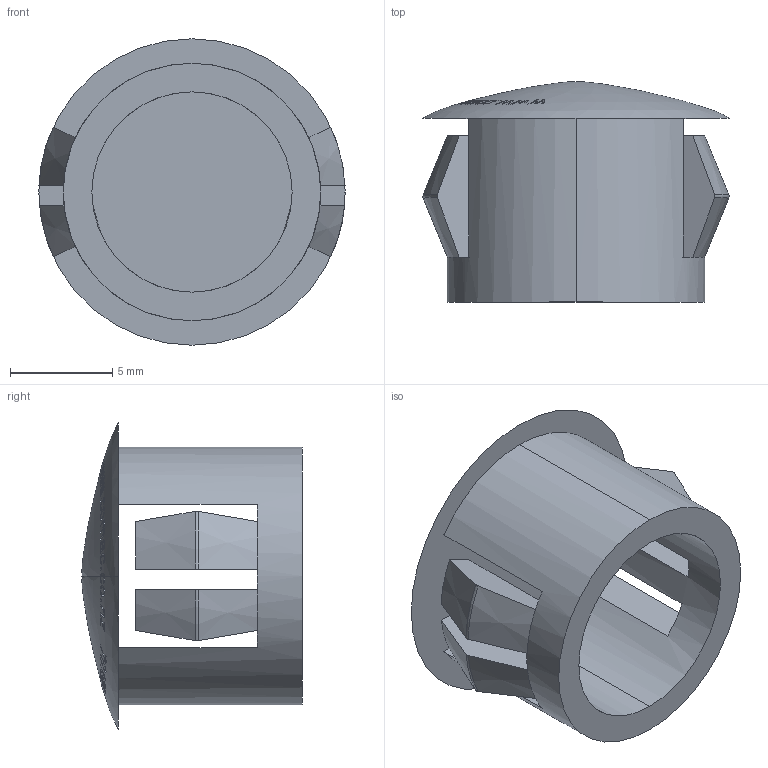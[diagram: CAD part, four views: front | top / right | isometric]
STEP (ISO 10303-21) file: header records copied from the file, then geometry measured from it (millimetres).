
FILE_DESCRIPTION (( 'STEP AP214' ), '1' );
FILE_NAME ('70190-Hole Plug Nylon White 12.7mm.STEP', '2018-12-20T19:43:20', ( '' ), ( '' ), 'SwSTEP 2.0', 'SolidWorks 2018', '' );
FILE_SCHEMA (( 'AUTOMOTIVE_DESIGN' ));
Length unit declared in the file: millimetre
Products named in the file (1): 70190-Hole Plug Nylon White 12.7mm
Bounding box: 15 x 10.8 x 15 mm (x, y, z)
Volume: 548.5 mm3; surface area: 1097.6 mm2
Topology: 1 solids, 1 shells, 293 faces, 796 edges, 527 vertices
Faces by surface type: bspline 253, plane 24, cone 8, cylinder 4, torus 4
Entity records: 20051 total; most frequent: CARTESIAN_POINT 14736, ORIENTED_EDGE 1588, EDGE_CURVE 794, B_SPLINE_CURVE_WITH_KNOTS 692, VERTEX_POINT 527, EDGE_LOOP 321, FACE_OUTER_BOUND 293, ADVANCED_FACE 293
